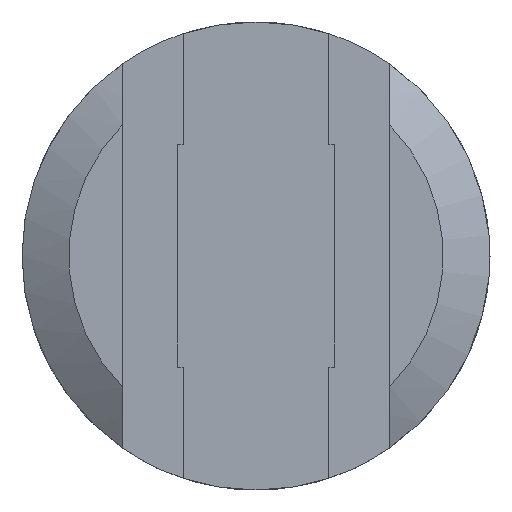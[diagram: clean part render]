
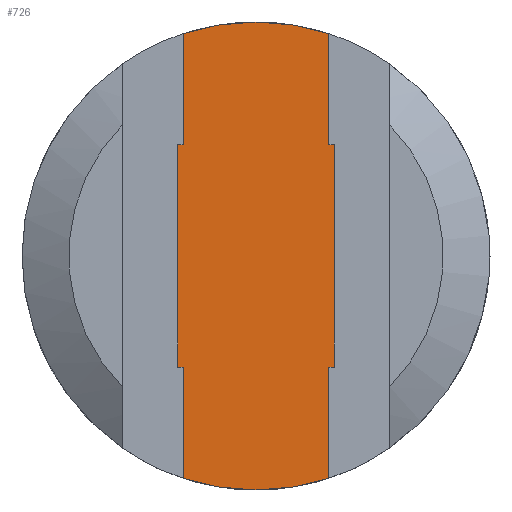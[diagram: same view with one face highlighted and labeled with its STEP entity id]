
A CAD part, top view. The second image highlights one B-rep face of the part: STEP entity #726.
In plain terms, the highlighted planar face has unit normal (0, 0, 1).
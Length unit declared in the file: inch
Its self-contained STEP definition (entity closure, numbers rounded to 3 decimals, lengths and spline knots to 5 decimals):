
#43=LINE('',#1124,#123);
#44=LINE('',#1127,#124);
#45=LINE('',#1129,#125);
#46=LINE('',#1131,#126);
#47=LINE('',#1133,#127);
#48=LINE('',#1134,#128);
#49=LINE('',#1136,#129);
#50=LINE('',#1138,#130);
#51=LINE('',#1140,#131);
#52=LINE('',#1141,#132);
#123=VECTOR('',#898,0.23762);
#124=VECTOR('',#901,0.23762);
#125=VECTOR('',#902,0.01175);
#126=VECTOR('',#903,0.475);
#127=VECTOR('',#904,0.01175);
#128=VECTOR('',#905,0.23762);
#129=VECTOR('',#906,0.01175);
#130=VECTOR('',#907,0.475);
#131=VECTOR('',#908,0.01175);
#132=VECTOR('',#909,0.23762);
#182=PLANE('',#785);
#219=FACE_OUTER_BOUND('',#259,.T.);
#259=EDGE_LOOP('',(#564,#565,#566,#567,#568,#569,#570,#571,#572,#573,#574,
#575));
#301=CIRCLE('',#766,0.5);
#305=CIRCLE('',#770,0.5);
#325=VERTEX_POINT('',#1043);
#326=VERTEX_POINT('',#1045);
#333=VERTEX_POINT('',#1059);
#334=VERTEX_POINT('',#1061);
#358=VERTEX_POINT('',#1122);
#359=VERTEX_POINT('',#1126);
#360=VERTEX_POINT('',#1128);
#361=VERTEX_POINT('',#1130);
#362=VERTEX_POINT('',#1132);
#363=VERTEX_POINT('',#1135);
#364=VERTEX_POINT('',#1137);
#365=VERTEX_POINT('',#1139);
#400=EDGE_CURVE('',#326,#325,#301,.T.);
#408=EDGE_CURVE('',#334,#333,#305,.T.);
#438=EDGE_CURVE('',#333,#358,#43,.T.);
#439=EDGE_CURVE('',#359,#325,#44,.T.);
#440=EDGE_CURVE('',#360,#359,#45,.T.);
#441=EDGE_CURVE('',#361,#360,#46,.T.);
#442=EDGE_CURVE('',#362,#361,#47,.T.);
#443=EDGE_CURVE('',#334,#362,#48,.T.);
#444=EDGE_CURVE('',#358,#363,#49,.T.);
#445=EDGE_CURVE('',#363,#364,#50,.T.);
#446=EDGE_CURVE('',#364,#365,#51,.T.);
#447=EDGE_CURVE('',#365,#326,#52,.T.);
#564=ORIENTED_EDGE('',*,*,#439,.F.);
#565=ORIENTED_EDGE('',*,*,#440,.F.);
#566=ORIENTED_EDGE('',*,*,#441,.F.);
#567=ORIENTED_EDGE('',*,*,#442,.F.);
#568=ORIENTED_EDGE('',*,*,#443,.F.);
#569=ORIENTED_EDGE('',*,*,#408,.T.);
#570=ORIENTED_EDGE('',*,*,#438,.T.);
#571=ORIENTED_EDGE('',*,*,#444,.T.);
#572=ORIENTED_EDGE('',*,*,#445,.T.);
#573=ORIENTED_EDGE('',*,*,#446,.T.);
#574=ORIENTED_EDGE('',*,*,#447,.T.);
#575=ORIENTED_EDGE('',*,*,#400,.T.);
#726=ADVANCED_FACE('',(#219),#182,.T.);
#766=AXIS2_PLACEMENT_3D('',#1046,#839,#840);
#770=AXIS2_PLACEMENT_3D('',#1062,#851,#852);
#785=AXIS2_PLACEMENT_3D('',#1125,#899,#900);
#839=DIRECTION('center_axis',(0.,0.,1.));
#840=DIRECTION('ref_axis',(0.311,0.95,0.));
#851=DIRECTION('center_axis',(0.,0.,1.));
#852=DIRECTION('ref_axis',(-0.312,-0.95,0.));
#898=DIRECTION('',(0.,1.,0.));
#899=DIRECTION('center_axis',(0.,0.,1.));
#900=DIRECTION('ref_axis',(1.,0.,0.));
#901=DIRECTION('',(0.,1.,0.));
#902=DIRECTION('',(1.,0.,0.));
#903=DIRECTION('',(0.,1.,0.));
#904=DIRECTION('',(-1.,0.,0.));
#905=DIRECTION('',(0.,1.,0.));
#906=DIRECTION('',(1.,0.,0.));
#907=DIRECTION('',(0.,1.,0.));
#908=DIRECTION('',(-1.,0.,0.));
#909=DIRECTION('',(0.,1.,0.));
#1043=CARTESIAN_POINT('',(-0.15575,0.47512,0.167));
#1045=CARTESIAN_POINT('',(0.15575,0.47512,0.167));
#1046=CARTESIAN_POINT('Origin',(0.,0.,0.167));
#1059=CARTESIAN_POINT('',(0.15575,-0.47512,0.167));
#1061=CARTESIAN_POINT('',(-0.15575,-0.47512,0.167));
#1062=CARTESIAN_POINT('Origin',(0.,0.,0.167));
#1122=CARTESIAN_POINT('',(0.15575,-0.2375,0.167));
#1124=CARTESIAN_POINT('',(0.15575,-0.47512,0.167));
#1125=CARTESIAN_POINT('Origin',(0.,0.,0.167));
#1126=CARTESIAN_POINT('',(-0.15575,0.2375,0.167));
#1127=CARTESIAN_POINT('',(-0.15575,0.2375,0.167));
#1128=CARTESIAN_POINT('',(-0.1675,0.2375,0.167));
#1129=CARTESIAN_POINT('',(-0.1675,0.2375,0.167));
#1130=CARTESIAN_POINT('',(-0.1675,-0.2375,0.167));
#1131=CARTESIAN_POINT('',(-0.1675,-0.2375,0.167));
#1132=CARTESIAN_POINT('',(-0.15575,-0.2375,0.167));
#1133=CARTESIAN_POINT('',(-0.15575,-0.2375,0.167));
#1134=CARTESIAN_POINT('',(-0.15575,-0.47512,0.167));
#1135=CARTESIAN_POINT('',(0.1675,-0.2375,0.167));
#1136=CARTESIAN_POINT('',(0.15575,-0.2375,0.167));
#1137=CARTESIAN_POINT('',(0.1675,0.2375,0.167));
#1138=CARTESIAN_POINT('',(0.1675,-0.2375,0.167));
#1139=CARTESIAN_POINT('',(0.15575,0.2375,0.167));
#1140=CARTESIAN_POINT('',(0.1675,0.2375,0.167));
#1141=CARTESIAN_POINT('',(0.15575,0.2375,0.167));
